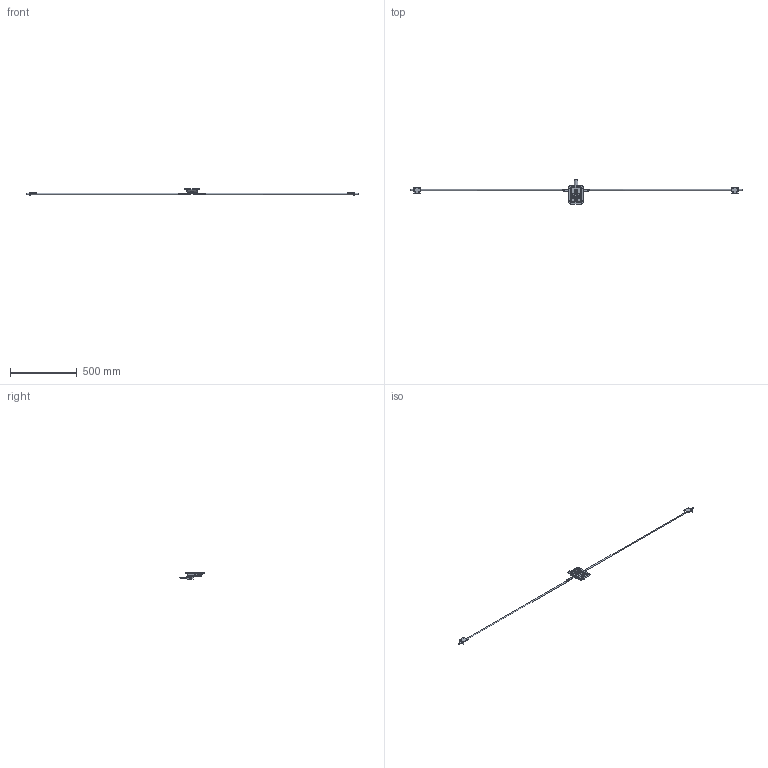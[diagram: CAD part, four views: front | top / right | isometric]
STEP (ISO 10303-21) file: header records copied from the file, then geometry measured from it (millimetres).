
FILE_DESCRIPTION((''),'2;1');
FILE_NAME('3-6903-U_SSU.stp','2013-08-30T10:59:14',('fredp'),(''),'Autodesk Inventor 2013','Autodesk Inventor 2013','');
FILE_SCHEMA(('AUTOMOTIVE_DESIGN { 1 0 10303 214 1 1 1 1 }'));
Length unit declared in the file: inch
Products named in the file (1): 3-6903-U_SSU
Bounding box: 2482.85 x 180.49 x 46.92 mm (x, y, z)
Volume: 244219.5 mm3; surface area: 147396.1 mm2
Topology: 9 solids, 9 shells, 610 faces, 1558 edges, 958 vertices
Faces by surface type: plane 269, cylinder 156, bspline 147, torus 19, cone 11, sphere 8
Full cylindrical faces by diameter (mm): 1.397 x1, 3.203 x1, 4.877 x4, 4.94 x2, 5.156 x8, 6.35 x2, 6.731 x2, 9.525 x2, 12.878 x1, 14.148 x2, 14.681 x1, 16.011 x1
Entity records: 23388 total; most frequent: CARTESIAN_POINT 8963, ORIENTED_EDGE 2994, DIRECTION 2575, EDGE_CURVE 1497, VERTEX_POINT 950, AXIS2_PLACEMENT_3D 874, VECTOR 827, LINE 827
